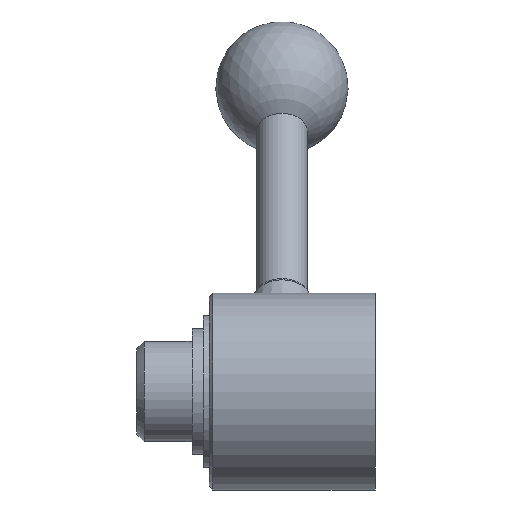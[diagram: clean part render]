
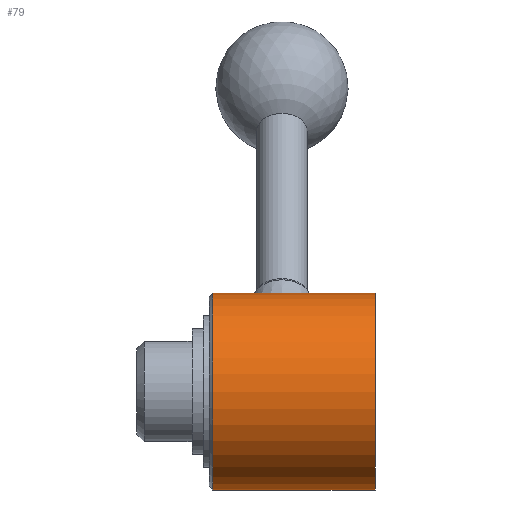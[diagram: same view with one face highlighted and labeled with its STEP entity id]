
A CAD part, front view. The second image highlights one B-rep face of the part: STEP entity #79.
In plain terms, the highlighted cylindrical face has radius 27.5 mm (diameter 55 mm), a full revolution.
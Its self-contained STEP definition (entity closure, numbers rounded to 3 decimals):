
#79 = ADVANCED_FACE( '', ( #186, #187, #188 ), #189, .T. );
#186 = FACE_OUTER_BOUND( '', #342, .T. );
#187 = FACE_OUTER_BOUND( '', #343, .T. );
#188 = FACE_BOUND( '', #344, .T. );
#189 = CYLINDRICAL_SURFACE( '', #345, 27.5 );
#342 = EDGE_LOOP( '', ( #510 ) );
#343 = EDGE_LOOP( '', ( #511 ) );
#344 = EDGE_LOOP( '', ( #512 ) );
#345 = AXIS2_PLACEMENT_3D( '', #513, #514, #515 );
#510 = ORIENTED_EDGE( '', *, *, #704, .F. );
#511 = ORIENTED_EDGE( '', *, *, #705, .T. );
#512 = ORIENTED_EDGE( '', *, *, #695, .F. );
#513 = CARTESIAN_POINT( '', ( 0., 0., 0. ) );
#514 = DIRECTION( '', ( -1., 0., 0. ) );
#515 = DIRECTION( '', ( 0., 1., 0. ) );
#695 = EDGE_CURVE( '', #776, #776, #777, .T. );
#704 = EDGE_CURVE( '', #791, #791, #792, .T. );
#705 = EDGE_CURVE( '', #793, #793, #794, .T. );
#776 = VERTEX_POINT( '', #887 );
#777 = B_SPLINE_CURVE_WITH_KNOTS( '', 3, ( #888, #889, #890, #891, #892, #893, #894, #895, #896, #897, #898, #899, #900, #901, #902, #903, #904, #905, #906, #907, #908, #909, #910, #911, #912, #913, #914, #915, #916, #917, #918, #919, #920, #921, #922, #923, #924, #925, #926, #927, #928, #929, #930, #931, #932, #933, #934, #935, #936, #937, #938, #939, #940, #941, #942, #943, #944, #945, #946, #947, #948, #949, #950, #951, #952, #953, #954, #955, #956, #957, #958, #959, #960, #961, #962, #963, #964, #965, #966, #967, #968, #969, #970, #971, #972, #973, #974, #975, #976, #977 ), .UNSPECIFIED., .T., .F., ( 2, 2, 2, 2, 2, 2, 2, 2, 2, 2, 2, 2, 2, 2, 2, 2, 2, 2, 2, 2, 2, 2, 2, 2, 2, 2, 2, 2, 2, 2, 2, 2, 2, 2, 2, 2, 2, 2, 2, 2, 2, 2, 2, 2, 2, 2, 2 ), ( -0.002, 0., 0.002, 0.003, 0.003, 0.005, 0.006, 0.007, 0.009, 0.01, 0.011, 0.012, 0.014, 0.016, 0.017, 0.018, 0.019, 0.02, 0.021, 0.023, 0.024, 0.024, 0.026, 0.027, 0.028, 0.029, 0.03, 0.031, 0.033, 0.035, 0.036, 0.037, 0.038, 0.04, 0.041, 0.042, 0.044, 0.045, 0.045, 0.047, 0.049, 0.05, 0.051, 0.052, 0.054, 0.056, 0.058 ), .UNSPECIFIED. );
#791 = VERTEX_POINT( '', #991 );
#792 = CIRCLE( '', #992, 27.5 );
#793 = VERTEX_POINT( '', #993 );
#794 = CIRCLE( '', #994, 27.5 );
#887 = CARTESIAN_POINT( '', ( -27.33, 24.663, 12.165 ) );
#888 = CARTESIAN_POINT( '', ( -26.746, 24.705, 12.08 ) );
#889 = CARTESIAN_POINT( '', ( -27.914, 24.621, 12.25 ) );
#890 = CARTESIAN_POINT( '', ( -28.477, 24.552, 12.389 ) );
#891 = CARTESIAN_POINT( '', ( -29.293, 24.408, 12.67 ) );
#892 = CARTESIAN_POINT( '', ( -29.56, 24.353, 12.775 ) );
#893 = CARTESIAN_POINT( '', ( -30.084, 24.228, 13.011 ) );
#894 = CARTESIAN_POINT( '', ( -30.341, 24.158, 13.14 ) );
#895 = CARTESIAN_POINT( '', ( -31.082, 23.929, 13.556 ) );
#896 = CARTESIAN_POINT( '', ( -31.54, 23.75, 13.869 ) );
#897 = CARTESIAN_POINT( '', ( -32.176, 23.436, 14.389 ) );
#898 = CARTESIAN_POINT( '', ( -32.381, 23.323, 14.571 ) );
#899 = CARTESIAN_POINT( '', ( -32.766, 23.085, 14.946 ) );
#900 = CARTESIAN_POINT( '', ( -32.947, 22.959, 15.139 ) );
#901 = CARTESIAN_POINT( '', ( -33.455, 22.562, 15.73 ) );
#902 = CARTESIAN_POINT( '', ( -33.748, 22.271, 16.142 ) );
#903 = CARTESIAN_POINT( '', ( -34.242, 21.625, 16.997 ) );
#904 = CARTESIAN_POINT( '', ( -34.435, 21.279, 17.43 ) );
#905 = CARTESIAN_POINT( '', ( -34.643, 20.728, 18.075 ) );
#906 = CARTESIAN_POINT( '', ( -34.699, 20.539, 18.289 ) );
#907 = CARTESIAN_POINT( '', ( -34.783, 20.148, 18.718 ) );
#908 = CARTESIAN_POINT( '', ( -34.812, 19.946, 18.934 ) );
#909 = CARTESIAN_POINT( '', ( -34.853, 19.333, 19.566 ) );
#910 = CARTESIAN_POINT( '', ( -34.823, 18.914, 19.971 ) );
#911 = CARTESIAN_POINT( '', ( -34.652, 18.058, 20.748 ) );
#912 = CARTESIAN_POINT( '', ( -34.508, 17.618, 21.123 ) );
#913 = CARTESIAN_POINT( '', ( -34.118, 16.757, 21.812 ) );
#914 = CARTESIAN_POINT( '', ( -33.873, 16.334, 22.129 ) );
#915 = CARTESIAN_POINT( '', ( -33.427, 15.712, 22.571 ) );
#916 = CARTESIAN_POINT( '', ( -33.265, 15.508, 22.711 ) );
#917 = CARTESIAN_POINT( '', ( -32.923, 15.113, 22.976 ) );
#918 = CARTESIAN_POINT( '', ( -32.742, 14.921, 23.101 ) );
#919 = CARTESIAN_POINT( '', ( -32.358, 14.55, 23.336 ) );
#920 = CARTESIAN_POINT( '', ( -32.156, 14.371, 23.447 ) );
#921 = CARTESIAN_POINT( '', ( -31.731, 14.026, 23.655 ) );
#922 = CARTESIAN_POINT( '', ( -31.506, 13.859, 23.753 ) );
#923 = CARTESIAN_POINT( '', ( -30.811, 13.388, 24.024 ) );
#924 = CARTESIAN_POINT( '', ( -30.319, 13.114, 24.173 ) );
#925 = CARTESIAN_POINT( '', ( -29.537, 12.766, 24.358 ) );
#926 = CARTESIAN_POINT( '', ( -29.27, 12.661, 24.412 ) );
#927 = CARTESIAN_POINT( '', ( -28.719, 12.473, 24.509 ) );
#928 = CARTESIAN_POINT( '', ( -28.438, 12.392, 24.55 ) );
#929 = CARTESIAN_POINT( '', ( -27.591, 12.188, 24.652 ) );
#930 = CARTESIAN_POINT( '', ( -27.016, 12.106, 24.692 ) );
#931 = CARTESIAN_POINT( '', ( -26.138, 12.064, 24.712 ) );
#932 = CARTESIAN_POINT( '', ( -25.841, 12.065, 24.712 ) );
#933 = CARTESIAN_POINT( '', ( -25.254, 12.094, 24.698 ) );
#934 = CARTESIAN_POINT( '', ( -24.963, 12.122, 24.684 ) );
#935 = CARTESIAN_POINT( '', ( -24.387, 12.206, 24.643 ) );
#936 = CARTESIAN_POINT( '', ( -24.102, 12.261, 24.615 ) );
#937 = CARTESIAN_POINT( '', ( -23.538, 12.398, 24.547 ) );
#938 = CARTESIAN_POINT( '', ( -23.257, 12.481, 24.505 ) );
#939 = CARTESIAN_POINT( '', ( -22.431, 12.764, 24.359 ) );
#940 = CARTESIAN_POINT( '', ( -21.911, 12.999, 24.236 ) );
#941 = CARTESIAN_POINT( '', ( -20.925, 13.551, 23.932 ) );
#942 = CARTESIAN_POINT( '', ( -20.457, 13.871, 23.749 ) );
#943 = CARTESIAN_POINT( '', ( -19.611, 14.562, 23.331 ) );
#944 = CARTESIAN_POINT( '', ( -19.229, 14.935, 23.096 ) );
#945 = CARTESIAN_POINT( '', ( -18.716, 15.531, 22.696 ) );
#946 = CARTESIAN_POINT( '', ( -18.555, 15.736, 22.554 ) );
#947 = CARTESIAN_POINT( '', ( -18.261, 16.149, 22.26 ) );
#948 = CARTESIAN_POINT( '', ( -18.127, 16.358, 22.107 ) );
#949 = CARTESIAN_POINT( '', ( -17.761, 16.992, 21.629 ) );
#950 = CARTESIAN_POINT( '', ( -17.567, 17.423, 21.284 ) );
#951 = CARTESIAN_POINT( '', ( -17.286, 18.296, 20.539 ) );
#952 = CARTESIAN_POINT( '', ( -17.202, 18.723, 20.15 ) );
#953 = CARTESIAN_POINT( '', ( -17.161, 19.35, 19.542 ) );
#954 = CARTESIAN_POINT( '', ( -17.161, 19.557, 19.335 ) );
#955 = CARTESIAN_POINT( '', ( -17.191, 19.966, 18.913 ) );
#956 = CARTESIAN_POINT( '', ( -17.22, 20.168, 18.698 ) );
#957 = CARTESIAN_POINT( '', ( -17.349, 20.752, 18.054 ) );
#958 = CARTESIAN_POINT( '', ( -17.49, 21.119, 17.623 ) );
#959 = CARTESIAN_POINT( '', ( -17.783, 21.637, 16.975 ) );
#960 = CARTESIAN_POINT( '', ( -17.895, 21.805, 16.758 ) );
#961 = CARTESIAN_POINT( '', ( -18.143, 22.126, 16.332 ) );
#962 = CARTESIAN_POINT( '', ( -18.279, 22.279, 16.123 ) );
#963 = CARTESIAN_POINT( '', ( -18.721, 22.717, 15.507 ) );
#964 = CARTESIAN_POINT( '', ( -19.062, 22.98, 15.111 ) );
#965 = CARTESIAN_POINT( '', ( -19.84, 23.458, 14.359 ) );
#966 = CARTESIAN_POINT( '', ( -20.264, 23.664, 14.015 ) );
#967 = CARTESIAN_POINT( '', ( -20.954, 23.932, 13.548 ) );
#968 = CARTESIAN_POINT( '', ( -21.192, 24.014, 13.401 ) );
#969 = CARTESIAN_POINT( '', ( -21.688, 24.166, 13.125 ) );
#970 = CARTESIAN_POINT( '', ( -21.946, 24.236, 12.996 ) );
#971 = CARTESIAN_POINT( '', ( -22.732, 24.421, 12.646 ) );
#972 = CARTESIAN_POINT( '', ( -23.276, 24.515, 12.461 ) );
#973 = CARTESIAN_POINT( '', ( -24.404, 24.651, 12.189 ) );
#974 = CARTESIAN_POINT( '', ( -24.994, 24.693, 12.105 ) );
#975 = CARTESIAN_POINT( '', ( -26.162, 24.719, 12.051 ) );
#976 = CARTESIAN_POINT( '', ( -26.746, 24.705, 12.08 ) );
#977 = CARTESIAN_POINT( '', ( -27.914, 24.621, 12.25 ) );
#991 = CARTESIAN_POINT( '', ( 0., 27.5, 0. ) );
#992 = AXIS2_PLACEMENT_3D( '', #1102, #1103, #1104 );
#993 = CARTESIAN_POINT( '', ( -45.3, 27.5, 0. ) );
#994 = AXIS2_PLACEMENT_3D( '', #1105, #1106, #1107 );
#1102 = CARTESIAN_POINT( '', ( 0., 0., 0. ) );
#1103 = DIRECTION( '', ( 1., 0., 0. ) );
#1104 = DIRECTION( '', ( 0., 1., 0. ) );
#1105 = CARTESIAN_POINT( '', ( -45.3, 0., 0. ) );
#1106 = DIRECTION( '', ( 1., 0., 0. ) );
#1107 = DIRECTION( '', ( 0., 1., 0. ) );
